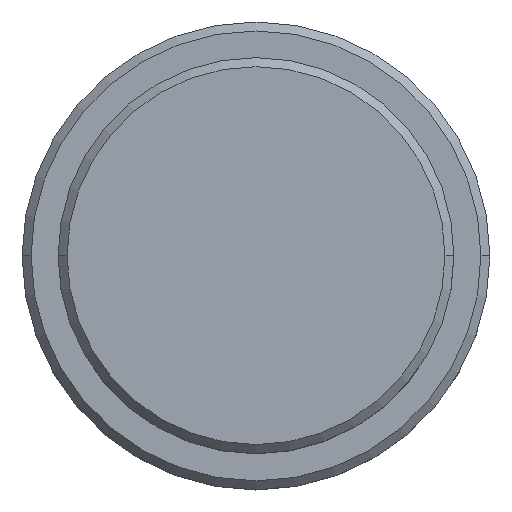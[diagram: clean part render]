
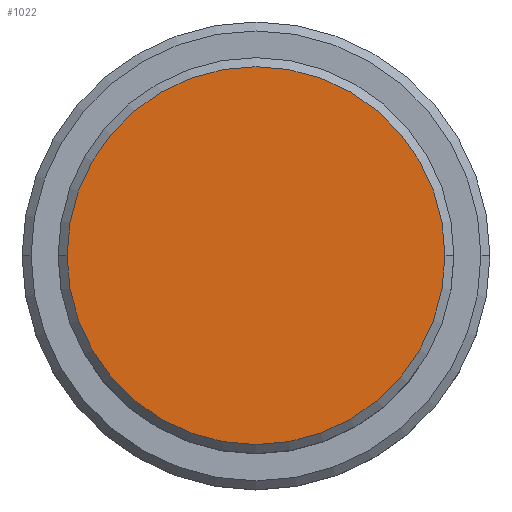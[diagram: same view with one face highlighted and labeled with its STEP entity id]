
A CAD part, top view. The second image highlights one B-rep face of the part: STEP entity #1022.
In plain terms, the highlighted planar face has unit normal (0, 0, 1).
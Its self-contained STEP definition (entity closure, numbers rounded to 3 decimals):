
#48 = DIRECTION ( 'NONE',  ( 1., 0., 0. ) ) ;
#167 = CARTESIAN_POINT ( 'NONE',  ( 10.5, 0., 0. ) ) ;
#180 = VERTEX_POINT ( 'NONE', #167 ) ;
#193 = AXIS2_PLACEMENT_3D ( 'NONE', #922, #1348, #1341 ) ;
#208 = CARTESIAN_POINT ( 'NONE',  ( 0., 0., 0. ) ) ;
#239 = CIRCLE ( 'NONE', #1066, 10.5 ) ;
#265 = FACE_OUTER_BOUND ( 'NONE', #1291, .T. ) ;
#366 = VERTEX_POINT ( 'NONE', #678 ) ;
#377 = CARTESIAN_POINT ( 'NONE',  ( 0., 0., 0. ) ) ;
#445 = DIRECTION ( 'NONE',  ( 0., 0., 1. ) ) ;
#512 = AXIS2_PLACEMENT_3D ( 'NONE', #377, #1141, #48 ) ;
#678 = CARTESIAN_POINT ( 'NONE',  ( -10.5, 0., 0. ) ) ;
#705 = PLANE ( 'NONE',  #512 ) ;
#922 = CARTESIAN_POINT ( 'NONE',  ( 0., 0., 0. ) ) ;
#930 = EDGE_CURVE ( 'NONE', #366, #180, #239, .T. ) ;
#1005 = EDGE_CURVE ( 'NONE', #180, #366, #1154, .T. ) ;
#1022 = ADVANCED_FACE ( 'NONE', ( #265 ), #705, .T. ) ;
#1066 = AXIS2_PLACEMENT_3D ( 'NONE', #208, #445, #1413 ) ;
#1092 = ORIENTED_EDGE ( 'NONE', *, *, #930, .T. ) ;
#1141 = DIRECTION ( 'NONE',  ( 0., 0., 1. ) ) ;
#1154 = CIRCLE ( 'NONE', #193, 10.5 ) ;
#1291 = EDGE_LOOP ( 'NONE', ( #1092, #1388 ) ) ;
#1341 = DIRECTION ( 'NONE',  ( 1., 0., 0. ) ) ;
#1348 = DIRECTION ( 'NONE',  ( 0., 0., 1. ) ) ;
#1388 = ORIENTED_EDGE ( 'NONE', *, *, #1005, .T. ) ;
#1413 = DIRECTION ( 'NONE',  ( 1., 0., 0. ) ) ;
